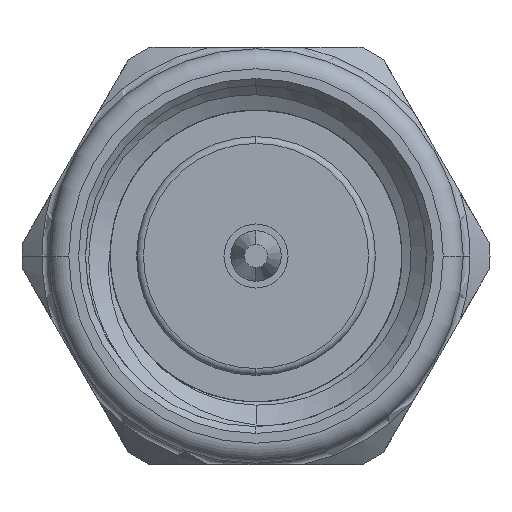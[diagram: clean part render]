
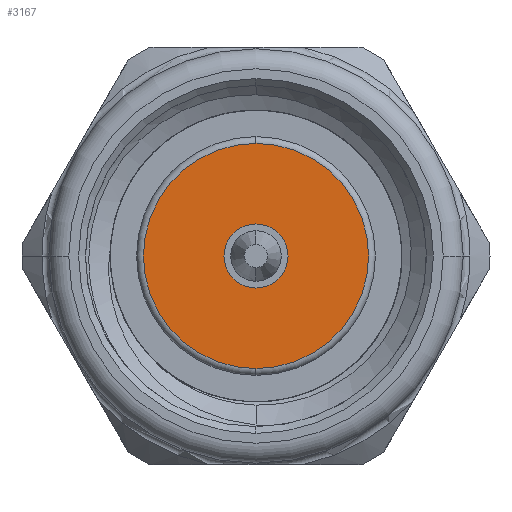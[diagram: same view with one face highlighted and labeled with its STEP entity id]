
A CAD part, left-side view. The second image highlights one B-rep face of the part: STEP entity #3167.
In plain terms, the highlighted planar face has unit normal (-1, 0, 0).
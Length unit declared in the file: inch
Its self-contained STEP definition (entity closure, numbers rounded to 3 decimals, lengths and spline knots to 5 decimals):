
#284 = DIRECTION ( 'NONE',  ( -1., 0., 0. ) ) ;
#391 = CARTESIAN_POINT ( 'NONE',  ( -0.4, 0., 0.0825 ) ) ;
#594 = CARTESIAN_POINT ( 'NONE',  ( -0.4, 0., 0.0235 ) ) ;
#673 = CARTESIAN_POINT ( 'NONE',  ( -0.4, 0.0825, 0. ) ) ;
#1232 = DIRECTION ( 'NONE',  ( -1., 0., 0. ) ) ;
#1290 = DIRECTION ( 'NONE',  ( 0., 0., 1. ) ) ;
#1292 = DIRECTION ( 'NONE',  ( 0., 0., 1. ) ) ;
#1331 = FACE_BOUND ( 'NONE', #7625, .T. ) ;
#1476 = CIRCLE ( 'NONE', #2841, 0.0235 ) ;
#1755 = VERTEX_POINT ( 'NONE', #391 ) ;
#2069 = CARTESIAN_POINT ( 'NONE',  ( -0.4, 0., -0.0235 ) ) ;
#2182 = EDGE_CURVE ( 'NONE', #6431, #1755, #4858, .T. ) ;
#2316 = AXIS2_PLACEMENT_3D ( 'NONE', #6560, #1232, #4101 ) ;
#2841 = AXIS2_PLACEMENT_3D ( 'NONE', #3394, #3886, #5681 ) ;
#2867 = ORIENTED_EDGE ( 'NONE', *, *, #2182, .T. ) ;
#3046 = VERTEX_POINT ( 'NONE', #594 ) ;
#3167 = ADVANCED_FACE ( 'NONE', ( #5444, #1331 ), #4862, .T. ) ;
#3263 = CARTESIAN_POINT ( 'NONE',  ( -0.4, 0., -0.0825 ) ) ;
#3394 = CARTESIAN_POINT ( 'NONE',  ( -0.4, 0., 0. ) ) ;
#3513 = VERTEX_POINT ( 'NONE', #2069 ) ;
#3811 = AXIS2_PLACEMENT_3D ( 'NONE', #673, #7124, #1290 ) ;
#3812 = ORIENTED_EDGE ( 'NONE', *, *, #6334, .T. ) ;
#3886 = DIRECTION ( 'NONE',  ( -1., 0., 0. ) ) ;
#4101 = DIRECTION ( 'NONE',  ( 0., 0., 1. ) ) ;
#4211 = AXIS2_PLACEMENT_3D ( 'NONE', #6300, #284, #5757 ) ;
#4240 = DIRECTION ( 'NONE',  ( -1., 0., 0. ) ) ;
#4689 = CIRCLE ( 'NONE', #2316, 0.0235 ) ;
#4858 = CIRCLE ( 'NONE', #5090, 0.0825 ) ;
#4862 = PLANE ( 'NONE',  #3811 ) ;
#5090 = AXIS2_PLACEMENT_3D ( 'NONE', #7205, #4240, #1292 ) ;
#5098 = ORIENTED_EDGE ( 'NONE', *, *, #6244, .F. ) ;
#5444 = FACE_OUTER_BOUND ( 'NONE', #7338, .T. ) ;
#5681 = DIRECTION ( 'NONE',  ( 0., 0., 1. ) ) ;
#5757 = DIRECTION ( 'NONE',  ( 0., 0., 1. ) ) ;
#6244 = EDGE_CURVE ( 'NONE', #3513, #3046, #1476, .T. ) ;
#6300 = CARTESIAN_POINT ( 'NONE',  ( -0.4, 0., 0. ) ) ;
#6322 = CIRCLE ( 'NONE', #4211, 0.0825 ) ;
#6334 = EDGE_CURVE ( 'NONE', #1755, #6431, #6322, .T. ) ;
#6431 = VERTEX_POINT ( 'NONE', #3263 ) ;
#6560 = CARTESIAN_POINT ( 'NONE',  ( -0.4, 0., 0. ) ) ;
#7124 = DIRECTION ( 'NONE',  ( -1., 0., 0. ) ) ;
#7176 = ORIENTED_EDGE ( 'NONE', *, *, #7686, .F. ) ;
#7205 = CARTESIAN_POINT ( 'NONE',  ( -0.4, 0., 0. ) ) ;
#7338 = EDGE_LOOP ( 'NONE', ( #3812, #2867 ) ) ;
#7625 = EDGE_LOOP ( 'NONE', ( #7176, #5098 ) ) ;
#7686 = EDGE_CURVE ( 'NONE', #3046, #3513, #4689, .T. ) ;
